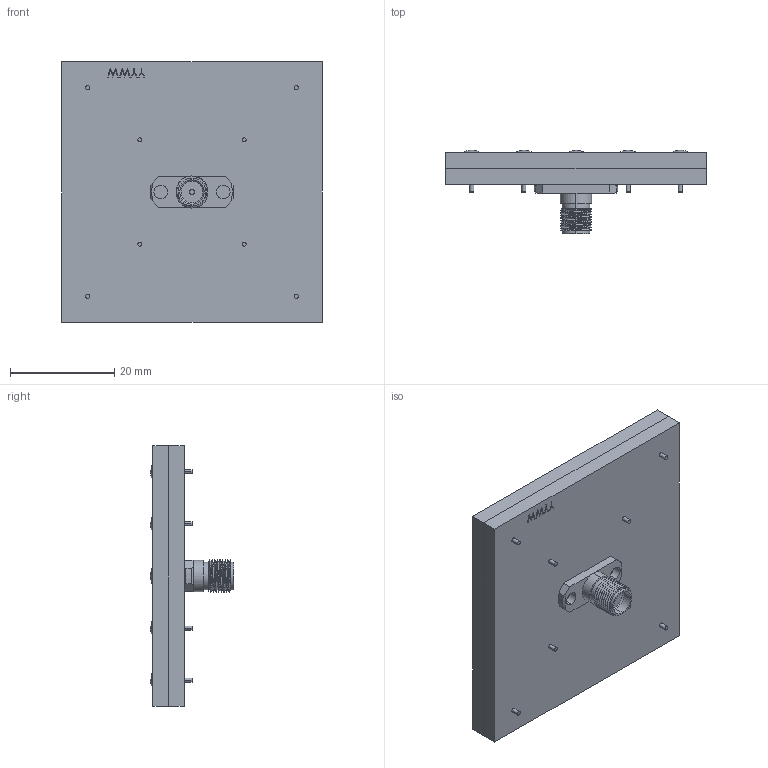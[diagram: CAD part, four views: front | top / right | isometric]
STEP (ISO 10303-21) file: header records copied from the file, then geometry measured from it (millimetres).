
FILE_DESCRIPTION (( 'STEP AP214' ), '1' );
FILE_NAME ('WLP.2450.50.6.A.08.STEP', '2018-08-20T10:49:35', ( '' ), ( '' ), 'SwSTEP 2.0', 'SolidWorks 2017', '' );
FILE_SCHEMA (( 'AUTOMOTIVE_DESIGN' ));
Length unit declared in the file: millimetre
Products named in the file (6): Solder; 000618D000000A; 200413B000002A; 100218C010000A; 100218C090000A; WLP.2450.50.6.A.08
Assembly tree (12 placements, depth 2):
  WLP.2450.50.6.A.08
    100218C090000A
    100218C010000A
    200413B000002A
    000618D000000A  x8
    Solder
Bounding box: 50 x 16 x 50 mm (x, y, z)
Volume: 15334.7 mm3; surface area: 12191.4 mm2
Topology: 12 solids, 12 shells, 762 faces, 1892 edges, 1261 vertices
Faces by surface type: plane 375, bspline 267, cylinder 96, sphere 18, cone 6
Entity records: 33835 total; most frequent: CARTESIAN_POINT 17810, ORIENTED_EDGE 3644, DIRECTION 2325, EDGE_CURVE 1822, VERTEX_POINT 1212, LINE 1097, VECTOR 1097, EDGE_LOOP 860
